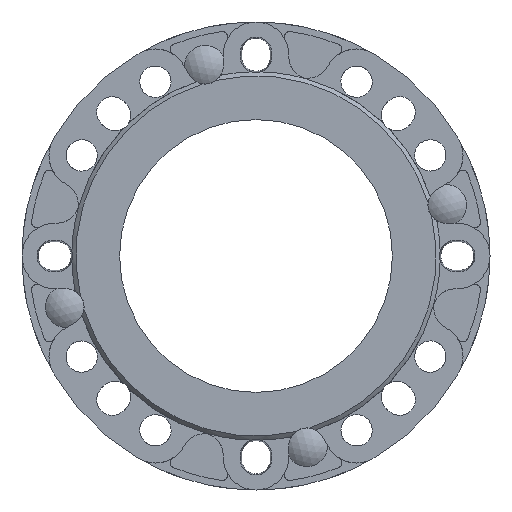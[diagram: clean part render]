
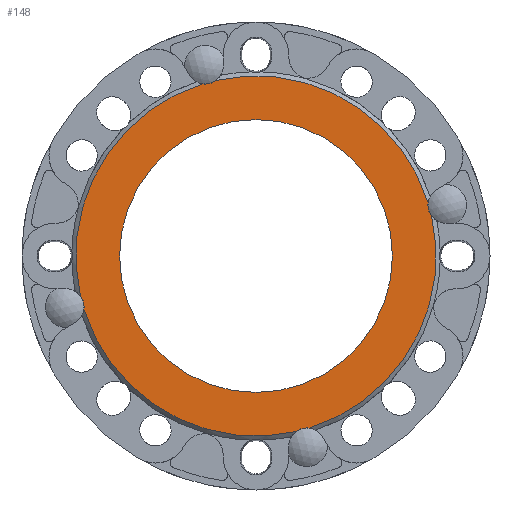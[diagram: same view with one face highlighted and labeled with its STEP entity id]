
A CAD part, front view. The second image highlights one B-rep face of the part: STEP entity #148.
In plain terms, the highlighted planar face has unit normal (0, -1, 0).
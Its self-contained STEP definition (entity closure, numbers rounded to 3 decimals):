
#148 = ADVANCED_FACE ( 'NONE', ( #5241, #5238 ), #4609, .F. ) ;
#1451 = CARTESIAN_POINT ( 'NONE',  ( 0., 0., -100. ) ) ;
#1508 = DIRECTION ( 'NONE',  ( 0., 0., 1. ) ) ;
#1525 = DIRECTION ( 'NONE',  ( 0., 0., 1. ) ) ;
#1526 = DIRECTION ( 'NONE',  ( 0., -1., 0. ) ) ;
#1541 = DIRECTION ( 'NONE',  ( 0., -1., 0. ) ) ;
#1542 = CARTESIAN_POINT ( 'NONE',  ( -37.335, 0., 139.335 ) ) ;
#1551 = CARTESIAN_POINT ( 'NONE',  ( 0., 0., 0. ) ) ;
#1552 = DIRECTION ( 'NONE',  ( 0., 0., -1. ) ) ;
#1626 = CARTESIAN_POINT ( 'NONE',  ( -139.335, 0., -37.335 ) ) ;
#1659 = DIRECTION ( 'NONE',  ( 0., -1., 0. ) ) ;
#1670 = DIRECTION ( 'NONE',  ( 0., -1., 0. ) ) ;
#1673 = CARTESIAN_POINT ( 'NONE',  ( 37.335, 0., -139.335 ) ) ;
#1680 = DIRECTION ( 'NONE',  ( 0., 0., 1. ) ) ;
#1776 = DIRECTION ( 'NONE',  ( 0., 0., 1. ) ) ;
#1783 = CARTESIAN_POINT ( 'NONE',  ( 139.335, 0., 37.335 ) ) ;
#1826 = DIRECTION ( 'NONE',  ( 0., -1., 0. ) ) ;
#2116 = DIRECTION ( 'NONE',  ( 0., 0., -1. ) ) ;
#2240 = CARTESIAN_POINT ( 'NONE',  ( 0., 0., 0. ) ) ;
#2243 = DIRECTION ( 'NONE',  ( 0., -1., 0. ) ) ;
#4458 = DIRECTION ( 'NONE',  ( 0., 0., 1. ) ) ;
#4466 = DIRECTION ( 'NONE',  ( 0., 1., 0. ) ) ;
#4609 = PLANE ( 'NONE',  #12137 ) ;
#4610 = CARTESIAN_POINT ( 'NONE',  ( 0., 0., 0. ) ) ;
#5058 = AXIS2_PLACEMENT_3D ( 'NONE', #9364, #9363, #9362 ) ;
#5072 = AXIS2_PLACEMENT_3D ( 'NONE', #17711, #17710, #17709 ) ;
#5077 = AXIS2_PLACEMENT_3D ( 'NONE', #9512, #9511, #9509 ) ;
#5138 = AXIS2_PLACEMENT_3D ( 'NONE', #1673, #1670, #1680 ) ;
#5158 = AXIS2_PLACEMENT_3D ( 'NONE', #1783, #1826, #1776 ) ;
#5164 = AXIS2_PLACEMENT_3D ( 'NONE', #1551, #1659, #1552 ) ;
#5169 = AXIS2_PLACEMENT_3D ( 'NONE', #1626, #1526, #1508 ) ;
#5238 = FACE_OUTER_BOUND ( 'NONE', #5938, .T. ) ;
#5241 = FACE_BOUND ( 'NONE', #6054, .T. ) ;
#5735 = AXIS2_PLACEMENT_3D ( 'NONE', #2240, #2243, #2116 ) ;
#5795 = AXIS2_PLACEMENT_3D ( 'NONE', #1542, #1541, #1525 ) ;
#5938 = EDGE_LOOP ( 'NONE', ( #11001, #11038, #11371, #13624, #11315, #11402, #11054, #11192 ) ) ;
#6054 = EDGE_LOOP ( 'NONE', ( #11581 ) ) ;
#8000 = VERTEX_POINT ( 'NONE', #16569 ) ;
#8241 = VERTEX_POINT ( 'NONE', #16429 ) ;
#8343 = VERTEX_POINT ( 'NONE', #16367 ) ;
#9334 = CIRCLE ( 'NONE', #5735, 132. ) ;
#9362 = DIRECTION ( 'NONE',  ( 0., 0., -1. ) ) ;
#9363 = DIRECTION ( 'NONE',  ( 0., -1., 0. ) ) ;
#9364 = CARTESIAN_POINT ( 'NONE',  ( 0., 0., 0. ) ) ;
#9509 = DIRECTION ( 'NONE',  ( 0., 0., -1. ) ) ;
#9511 = DIRECTION ( 'NONE',  ( 0., -1., 0. ) ) ;
#9512 = CARTESIAN_POINT ( 'NONE',  ( 0., 0., 0. ) ) ;
#10138 = VERTEX_POINT ( 'NONE', #16029 ) ;
#10178 = VERTEX_POINT ( 'NONE', #15984 ) ;
#10255 = VERTEX_POINT ( 'NONE', #15904 ) ;
#10258 = VERTEX_POINT ( 'NONE', #15900 ) ;
#10324 = VERTEX_POINT ( 'NONE', #15845 ) ;
#11001 = ORIENTED_EDGE ( 'NONE', *, *, #13376, .F. ) ;
#11038 = ORIENTED_EDGE ( 'NONE', *, *, #13044, .T. ) ;
#11054 = ORIENTED_EDGE ( 'NONE', *, *, #13448, .F. ) ;
#11192 = ORIENTED_EDGE ( 'NONE', *, *, #13064, .T. ) ;
#11315 = ORIENTED_EDGE ( 'NONE', *, *, #13341, .F. ) ;
#11371 = ORIENTED_EDGE ( 'NONE', *, *, #13288, .F. ) ;
#11402 = ORIENTED_EDGE ( 'NONE', *, *, #13138, .T. ) ;
#11581 = ORIENTED_EDGE ( 'NONE', *, *, #13357, .F. ) ;
#12137 = AXIS2_PLACEMENT_3D ( 'NONE', #4610, #4466, #4458 ) ;
#12425 = EDGE_CURVE ( 'NONE', #10324, #10258, #9334, .T. ) ;
#13044 = EDGE_CURVE ( 'NONE', #8000, #8241, #14766, .T. ) ;
#13064 = EDGE_CURVE ( 'NONE', #10138, #10255, #14638, .T. ) ;
#13138 = EDGE_CURVE ( 'NONE', #8343, #10178, #14530, .T. ) ;
#13288 = EDGE_CURVE ( 'NONE', #10324, #8241, #14443, .T. ) ;
#13341 = EDGE_CURVE ( 'NONE', #8343, #10258, #14594, .T. ) ;
#13357 = EDGE_CURVE ( 'NONE', #14671, #14671, #14524, .T. ) ;
#13376 = EDGE_CURVE ( 'NONE', #8000, #10255, #14382, .T. ) ;
#13448 = EDGE_CURVE ( 'NONE', #10138, #10178, #14738, .T. ) ;
#13624 = ORIENTED_EDGE ( 'NONE', *, *, #12425, .T. ) ;
#14382 = CIRCLE ( 'NONE', #5169, 13.335 ) ;
#14443 = CIRCLE ( 'NONE', #5138, 13.335 ) ;
#14524 = CIRCLE ( 'NONE', #5164, 100. ) ;
#14530 = CIRCLE ( 'NONE', #5072, 132. ) ;
#14594 = CIRCLE ( 'NONE', #5158, 13.335 ) ;
#14638 = CIRCLE ( 'NONE', #5058, 132. ) ;
#14671 = VERTEX_POINT ( 'NONE', #1451 ) ;
#14738 = CIRCLE ( 'NONE', #5795, 13.335 ) ;
#14766 = CIRCLE ( 'NONE', #5077, 132. ) ;
#15845 = CARTESIAN_POINT ( 'NONE',  ( 39.006, 0., -126.105 ) ) ;
#15900 = CARTESIAN_POINT ( 'NONE',  ( 128.713, 0., 29.273 ) ) ;
#15904 = CARTESIAN_POINT ( 'NONE',  ( -128.713, 0., -29.273 ) ) ;
#15984 = CARTESIAN_POINT ( 'NONE',  ( -29.273, 0., 128.713 ) ) ;
#16029 = CARTESIAN_POINT ( 'NONE',  ( -39.006, 0., 126.105 ) ) ;
#16367 = CARTESIAN_POINT ( 'NONE',  ( 126.105, 0., 39.006 ) ) ;
#16429 = CARTESIAN_POINT ( 'NONE',  ( 29.273, 0., -128.713 ) ) ;
#16569 = CARTESIAN_POINT ( 'NONE',  ( -126.105, 0., -39.006 ) ) ;
#17709 = DIRECTION ( 'NONE',  ( 0., 0., -1. ) ) ;
#17710 = DIRECTION ( 'NONE',  ( 0., -1., 0. ) ) ;
#17711 = CARTESIAN_POINT ( 'NONE',  ( 0., 0., 0. ) ) ;
